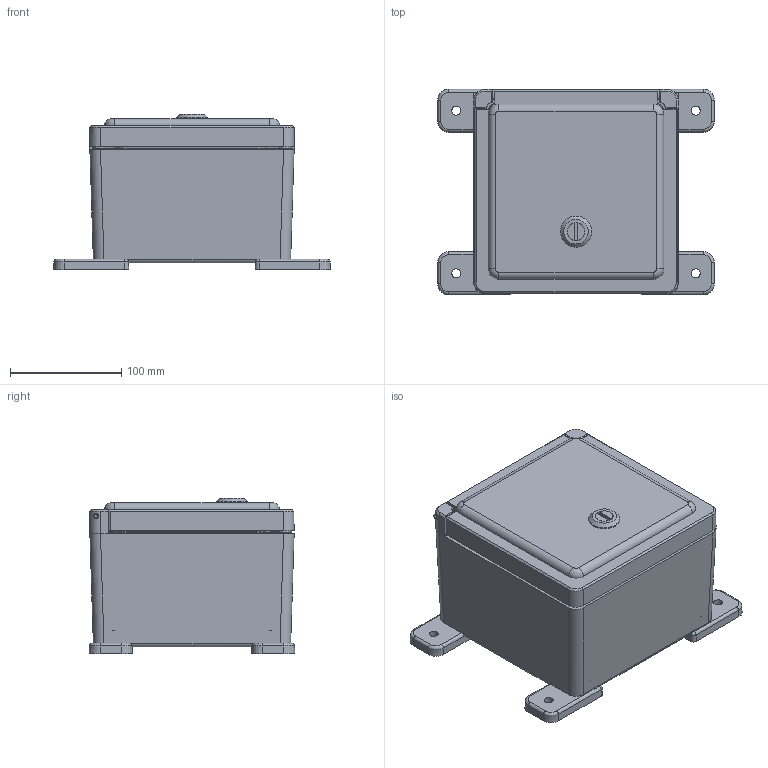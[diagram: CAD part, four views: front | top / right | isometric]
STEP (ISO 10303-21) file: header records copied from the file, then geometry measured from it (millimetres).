
FILE_DESCRIPTION (( 'STEP AP214' ), '1' );
FILE_NAME ('CE707HL.STEP', '2018-11-08T20:51:33', ( '' ), ( '' ), 'SwSTEP 2.0', 'SolidWorks 2018', '' );
FILE_SCHEMA (( 'AUTOMOTIVE_DESIGN' ));
Length unit declared in the file: inch
Products named in the file (1): CE707HL
Bounding box: 248.48 x 184.72 x 139.73 mm (x, y, z)
Volume: 903338.2 mm3; surface area: 399416 mm2
Topology: 34 solids, 34 shells, 1738 faces, 4229 edges, 2594 vertices
Faces by surface type: plane 755, cylinder 510, bspline 281, cone 176, torus 16
Full cylindrical faces by diameter (mm): 2.438 x2, 2.896 x2, 3.175 x2, 3.226 x2, 3.969 x2, 4.039 x6, 4.623 x4, 4.7 x1, 4.763 x4, 5 x1, 5.08 x4, 5.5 x1, 5.556 x2, 5.808 x4, 5.84 x2, 6.858 x6, 7.1 x2, 7.144 x6, 7.6 x1, 7.937 x4, 7.95 x4, 8.255 x2, 8.738 x4, 9.525 x2, 9.9 x1, 10 x1, 10.2 x1, 12.8 x1, 13.494 x8, 13.5 x1
Entity records: 86952 total; most frequent: CARTESIAN_POINT 25768, ORIENTED_EDGE 8076, DIRECTION 7404, EDGE_CURVE 4038, AXIS2_PLACEMENT_3D 2628, VERTEX_POINT 2540, VECTOR 2148, LINE 2148
